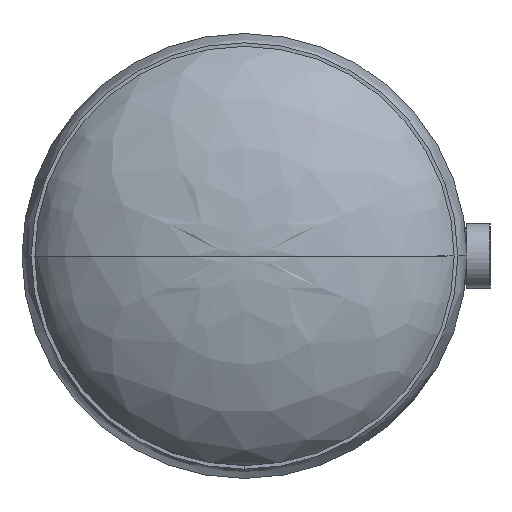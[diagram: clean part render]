
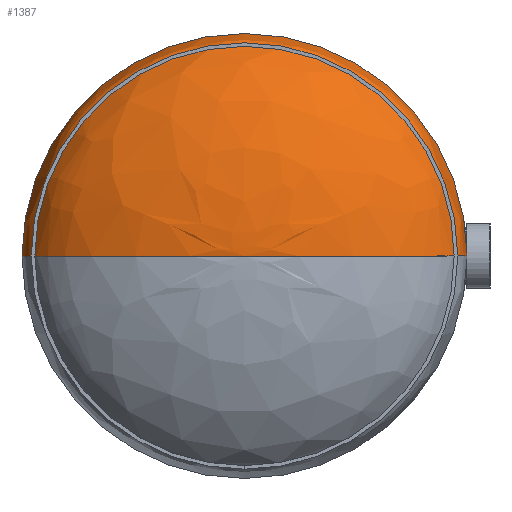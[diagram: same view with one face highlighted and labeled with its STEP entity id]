
A CAD part, left-side view. The second image highlights one B-rep face of the part: STEP entity #1387.
In plain terms, the highlighted free-form (B-spline) face has degree [3, 3] with [4, 4] control points.
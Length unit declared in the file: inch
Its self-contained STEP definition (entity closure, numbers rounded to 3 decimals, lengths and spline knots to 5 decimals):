
#55 = CARTESIAN_POINT ( 'NONE',  ( -3.51472, 4.062, 7.02944 ) ) ;
#305 = AXIS2_PLACEMENT_3D ( 'NONE', #5505, #4702, #3074 ) ;
#380 = VERTEX_POINT ( 'NONE', #691 ) ;
#445 = CARTESIAN_POINT ( 'NONE',  ( 0., 4.062, 0. ) ) ;
#691 = CARTESIAN_POINT ( 'NONE',  ( 6., 1.0125, 0. ) ) ;
#758 = CARTESIAN_POINT ( 'NONE',  ( -3.51472, 4.062, 0. ) ) ;
#818 = VERTEX_POINT ( 'NONE', #3611 ) ;
#1016 = CARTESIAN_POINT ( 'NONE',  ( 0., 1.0125, 6. ) ) ;
#1052 = CARTESIAN_POINT ( 'NONE',  ( -6., 2.79886, 12. ) ) ;
#1124 = CARTESIAN_POINT ( 'NONE',  ( 6., 1.0125, 0. ) ) ;
#1172 = AXIS2_PLACEMENT_3D ( 'NONE', #1798, #3355, #2857 ) ;
#1308 = CARTESIAN_POINT ( 'NONE',  ( -6., 2.79886, 0. ) ) ;
#1387 = ADVANCED_FACE ( 'NONE', ( #6396 ), #4437, .F. ) ;
#1507 = CARTESIAN_POINT ( 'NONE',  ( 6., 2.79886, 0. ) ) ;
#1609 = CARTESIAN_POINT ( 'NONE',  ( 0., 4.062, 0. ) ) ;
#1644 = CARTESIAN_POINT ( 'NONE',  ( 0., 4.062, 0. ) ) ;
#1676 = CARTESIAN_POINT ( 'NONE',  ( -3.51472, 4.062, 0. ) ) ;
#1798 = CARTESIAN_POINT ( 'NONE',  ( 0., 1.0125, 0. ) ) ;
#1873 = EDGE_CURVE ( 'NONE', #4416, #2967, #2367, .T. ) ;
#2367 = CIRCLE ( 'NONE', #1172, 6. ) ;
#2526 = CARTESIAN_POINT ( 'NONE',  ( 3.51472, 4.062, 0. ) ) ;
#2549 = ORIENTED_EDGE ( 'NONE', *, *, #3346, .F. ) ;
#2697 = CARTESIAN_POINT ( 'NONE',  ( 6., 2.79886, 0. ) ) ;
#2857 = DIRECTION ( 'NONE',  ( 0., 0., -1. ) ) ;
#2937 = EDGE_CURVE ( 'NONE', #818, #380, #4752, .T. ) ;
#2967 = VERTEX_POINT ( 'NONE', #6400 ) ;
#2978 =( BOUNDED_CURVE ( )  B_SPLINE_CURVE ( 3, ( #6516, #758, #1308, #6611 ),
 .UNSPECIFIED., .F., .F. ) 
 B_SPLINE_CURVE_WITH_KNOTS ( ( 4, 4 ),
 ( 1.5708, 3.14159 ),
 .UNSPECIFIED. ) 
 CURVE ( )  GEOMETRIC_REPRESENTATION_ITEM ( )  RATIONAL_B_SPLINE_CURVE ( ( 1., 0.805, 0.805, 1. ) ) 
 REPRESENTATION_ITEM ( '' )  );
#3057 = ORIENTED_EDGE ( 'NONE', *, *, #2937, .F. ) ;
#3074 = DIRECTION ( 'NONE',  ( 0., 0., -1. ) ) ;
#3152 = CARTESIAN_POINT ( 'NONE',  ( -6., 2.79886, 0. ) ) ;
#3346 = EDGE_CURVE ( 'NONE', #380, #4416, #6569, .T. ) ;
#3355 = DIRECTION ( 'NONE',  ( 0., -1., 0. ) ) ;
#3611 = CARTESIAN_POINT ( 'NONE',  ( 0., 4.062, 0. ) ) ;
#3707 = CARTESIAN_POINT ( 'NONE',  ( 3.51472, 4.062, 0. ) ) ;
#4012 = EDGE_CURVE ( 'NONE', #818, #2967, #2978, .T. ) ;
#4164 = CARTESIAN_POINT ( 'NONE',  ( 6., 1.0125, 0. ) ) ;
#4220 = ORIENTED_EDGE ( 'NONE', *, *, #4012, .T. ) ;
#4296 = CARTESIAN_POINT ( 'NONE',  ( 6., 2.79886, 12. ) ) ;
#4416 = VERTEX_POINT ( 'NONE', #1016 ) ;
#4437 =( BOUNDED_SURFACE ( )  B_SPLINE_SURFACE ( 3, 3, ( 
 ( #4776, #1609, #4746, #1644 ),
 ( #3707, #5337, #55, #1676 ),
 ( #2697, #4296, #1052, #3152 ),
 ( #1124, #5776, #5809, #6362 ) ),
 .UNSPECIFIED., .F., .F., .F. ) 
 B_SPLINE_SURFACE_WITH_KNOTS ( ( 4, 4 ),
 ( 4, 4 ),
 ( 0., 1. ),
 ( 0., 1. ),
 .UNSPECIFIED. ) 
 GEOMETRIC_REPRESENTATION_ITEM ( )  RATIONAL_B_SPLINE_SURFACE ( (
 ( 1., 0.333, 0.333, 1.),
 ( 0.805, 0.268, 0.268, 0.805),
 ( 0.805, 0.268, 0.268, 0.805),
 ( 1., 0.333, 0.333, 1.) ) ) 
 REPRESENTATION_ITEM ( '' )  SURFACE ( )  );
#4702 = DIRECTION ( 'NONE',  ( 0., -1., 0. ) ) ;
#4746 = CARTESIAN_POINT ( 'NONE',  ( 0., 4.062, 0. ) ) ;
#4752 =( BOUNDED_CURVE ( )  B_SPLINE_CURVE ( 3, ( #445, #2526, #1507, #4164 ),
 .UNSPECIFIED., .F., .F. ) 
 B_SPLINE_CURVE_WITH_KNOTS ( ( 4, 4 ),
 ( 1.5708, 3.14159 ),
 .UNSPECIFIED. ) 
 CURVE ( )  GEOMETRIC_REPRESENTATION_ITEM ( )  RATIONAL_B_SPLINE_CURVE ( ( 1., 0.805, 0.805, 1. ) ) 
 REPRESENTATION_ITEM ( '' )  );
#4776 = CARTESIAN_POINT ( 'NONE',  ( 0., 4.062, 0. ) ) ;
#4998 = ORIENTED_EDGE ( 'NONE', *, *, #1873, .F. ) ;
#5337 = CARTESIAN_POINT ( 'NONE',  ( 3.51472, 4.062, 7.02944 ) ) ;
#5505 = CARTESIAN_POINT ( 'NONE',  ( 0., 1.0125, 0. ) ) ;
#5776 = CARTESIAN_POINT ( 'NONE',  ( 6., 1.0125, 12. ) ) ;
#5809 = CARTESIAN_POINT ( 'NONE',  ( -6., 1.0125, 12. ) ) ;
#6209 = EDGE_LOOP ( 'NONE', ( #3057, #4220, #4998, #2549 ) ) ;
#6362 = CARTESIAN_POINT ( 'NONE',  ( -6., 1.0125, 0. ) ) ;
#6396 = FACE_OUTER_BOUND ( 'NONE', #6209, .T. ) ;
#6400 = CARTESIAN_POINT ( 'NONE',  ( -6., 1.0125, 0. ) ) ;
#6516 = CARTESIAN_POINT ( 'NONE',  ( 0., 4.062, 0. ) ) ;
#6569 = CIRCLE ( 'NONE', #305, 6. ) ;
#6611 = CARTESIAN_POINT ( 'NONE',  ( -6., 1.0125, 0. ) ) ;
